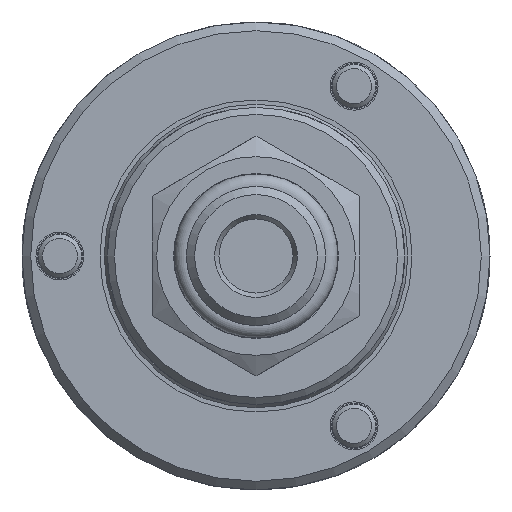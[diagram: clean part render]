
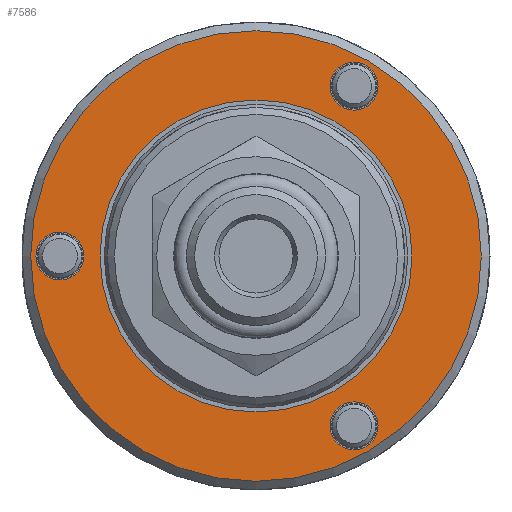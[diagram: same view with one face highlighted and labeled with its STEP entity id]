
A CAD part, left-side view. The second image highlights one B-rep face of the part: STEP entity #7586.
In plain terms, the highlighted planar face has unit normal (-1, 0, 0).
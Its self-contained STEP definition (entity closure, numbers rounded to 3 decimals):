
#646=FACE_BOUND('',#2322,.T.);
#647=FACE_BOUND('',#2323,.T.);
#648=FACE_BOUND('',#2324,.T.);
#649=FACE_BOUND('',#2325,.T.);
#706=PLANE('',#8104);
#1873=FACE_OUTER_BOUND('',#2321,.T.);
#2321=EDGE_LOOP('',(#5273));
#2322=EDGE_LOOP('',(#5274));
#2323=EDGE_LOOP('',(#5275));
#2324=EDGE_LOOP('',(#5276));
#2325=EDGE_LOOP('',(#5277,#5278));
#2821=CIRCLE('',#8102,17.9);
#2822=CIRCLE('',#8103,17.9);
#2823=CIRCLE('',#8105,25.85);
#2824=CIRCLE('',#8106,2.75);
#2825=CIRCLE('',#8107,2.75);
#2826=CIRCLE('',#8108,2.75);
#3150=VERTEX_POINT('',#10950);
#3151=VERTEX_POINT('',#10951);
#3152=VERTEX_POINT('',#10956);
#3153=VERTEX_POINT('',#10958);
#3154=VERTEX_POINT('',#10960);
#3155=VERTEX_POINT('',#10962);
#3983=EDGE_CURVE('',#3150,#3151,#2821,.T.);
#3984=EDGE_CURVE('',#3151,#3150,#2822,.T.);
#3986=EDGE_CURVE('',#3152,#3152,#2823,.T.);
#3987=EDGE_CURVE('',#3153,#3153,#2824,.T.);
#3988=EDGE_CURVE('',#3154,#3154,#2825,.T.);
#3989=EDGE_CURVE('',#3155,#3155,#2826,.T.);
#5273=ORIENTED_EDGE('',*,*,#3986,.F.);
#5274=ORIENTED_EDGE('',*,*,#3987,.T.);
#5275=ORIENTED_EDGE('',*,*,#3988,.T.);
#5276=ORIENTED_EDGE('',*,*,#3989,.T.);
#5277=ORIENTED_EDGE('',*,*,#3983,.T.);
#5278=ORIENTED_EDGE('',*,*,#3984,.T.);
#7586=ADVANCED_FACE('',(#1873,#646,#647,#648,#649),#706,.T.);
#8102=AXIS2_PLACEMENT_3D('',#10952,#8833,#8834);
#8103=AXIS2_PLACEMENT_3D('',#10953,#8835,#8836);
#8104=AXIS2_PLACEMENT_3D('',#10955,#8838,#8839);
#8105=AXIS2_PLACEMENT_3D('',#10957,#8840,#8841);
#8106=AXIS2_PLACEMENT_3D('',#10959,#8842,#8843);
#8107=AXIS2_PLACEMENT_3D('',#10961,#8844,#8845);
#8108=AXIS2_PLACEMENT_3D('',#10963,#8846,#8847);
#8833=DIRECTION('center_axis',(1.,0.,0.));
#8834=DIRECTION('ref_axis',(0.,1.,0.));
#8835=DIRECTION('center_axis',(1.,0.,0.));
#8836=DIRECTION('ref_axis',(0.,1.,0.));
#8838=DIRECTION('center_axis',(-1.,0.,0.));
#8839=DIRECTION('ref_axis',(0.,0.,1.));
#8840=DIRECTION('center_axis',(1.,0.,0.));
#8841=DIRECTION('ref_axis',(0.,-1.,0.));
#8842=DIRECTION('center_axis',(1.,0.,0.));
#8843=DIRECTION('ref_axis',(0.,0.,-1.));
#8844=DIRECTION('center_axis',(1.,0.,0.));
#8845=DIRECTION('ref_axis',(0.,0.866,0.5));
#8846=DIRECTION('center_axis',(1.,0.,0.));
#8847=DIRECTION('ref_axis',(0.,-0.866,0.5));
#10950=CARTESIAN_POINT('',(5.1,17.9,0.));
#10951=CARTESIAN_POINT('',(5.1,-17.9,0.));
#10952=CARTESIAN_POINT('Origin',(5.1,0.,0.));
#10953=CARTESIAN_POINT('Origin',(5.1,0.,0.));
#10955=CARTESIAN_POINT('Origin',(5.1,21.054,0.));
#10956=CARTESIAN_POINT('',(5.1,25.85,0.));
#10957=CARTESIAN_POINT('Origin',(5.1,0.,0.));
#10958=CARTESIAN_POINT('',(5.1,22.5,2.75));
#10959=CARTESIAN_POINT('Origin',(5.1,22.5,0.));
#10960=CARTESIAN_POINT('',(5.1,-13.632,18.111));
#10961=CARTESIAN_POINT('Origin',(5.1,-11.25,19.486));
#10962=CARTESIAN_POINT('',(5.1,-8.868,-20.861));
#10963=CARTESIAN_POINT('Origin',(5.1,-11.25,-19.486));
